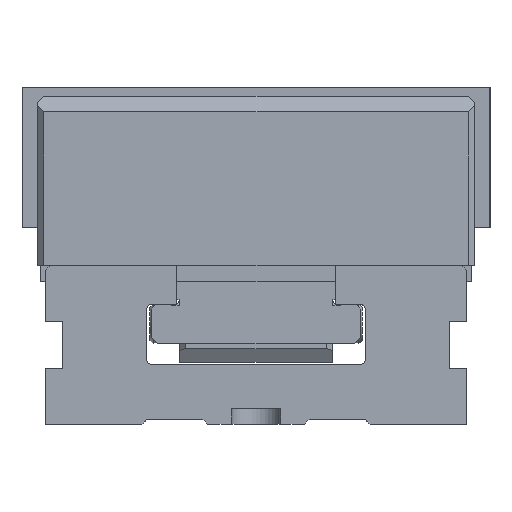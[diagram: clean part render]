
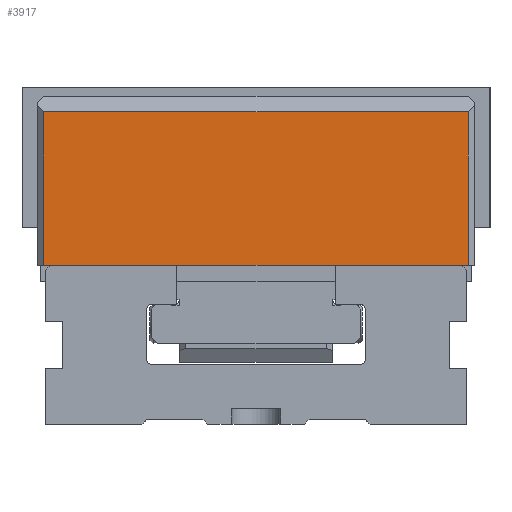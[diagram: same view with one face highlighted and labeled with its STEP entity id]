
A CAD part, left-side view. The second image highlights one B-rep face of the part: STEP entity #3917.
In plain terms, the highlighted planar face has unit normal (-1, 0, 0).
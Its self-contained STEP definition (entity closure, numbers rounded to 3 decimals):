
#3532=FACE_OUTER_BOUND('',#6431,.T.);
#3917=ADVANCED_FACE('',(#3532),#4237,.T.);
#4237=PLANE('',#10983);
#4708=LINE('',#14873,#5394);
#4719=LINE('',#14904,#5405);
#4720=LINE('',#14907,#5406);
#4721=LINE('',#14908,#5407);
#5394=VECTOR('',#12384,1.);
#5405=VECTOR('',#12407,1.);
#5406=VECTOR('',#12408,1.);
#5407=VECTOR('',#12409,1.);
#6431=EDGE_LOOP('',(#7687,#7688,#7689,#7690));
#7687=ORIENTED_EDGE('',*,*,#9893,.T.);
#7688=ORIENTED_EDGE('',*,*,#9894,.T.);
#7689=ORIENTED_EDGE('',*,*,#9878,.T.);
#7690=ORIENTED_EDGE('',*,*,#9895,.T.);
#9028=VERTEX_POINT('',#14874);
#9029=VERTEX_POINT('',#14875);
#9042=VERTEX_POINT('',#14905);
#9043=VERTEX_POINT('',#14906);
#9878=EDGE_CURVE('',#9028,#9029,#4708,.T.);
#9893=EDGE_CURVE('',#9042,#9043,#4719,.T.);
#9894=EDGE_CURVE('',#9043,#9028,#4720,.T.);
#9895=EDGE_CURVE('',#9029,#9042,#4721,.T.);
#10983=AXIS2_PLACEMENT_3D('',#14909,#12410,#12411);
#12384=DIRECTION('',(0.,-1.,0.));
#12407=DIRECTION('',(0.,1.,0.));
#12408=DIRECTION('',(0.,0.,-1.));
#12409=DIRECTION('',(0.,0.,1.));
#12410=DIRECTION('',(-1.,0.,0.));
#12411=DIRECTION('',(0.,0.,-1.));
#14873=CARTESIAN_POINT('',(-506.985,67.5,51.2));
#14874=CARTESIAN_POINT('',(-506.985,135.5,51.2));
#14875=CARTESIAN_POINT('',(-506.985,-0.5,51.2));
#14904=CARTESIAN_POINT('',(-506.985,67.5,100.4));
#14905=CARTESIAN_POINT('',(-506.985,-0.5,100.4));
#14906=CARTESIAN_POINT('',(-506.985,135.5,100.4));
#14907=CARTESIAN_POINT('',(-506.985,135.5,51.1));
#14908=CARTESIAN_POINT('',(-506.985,-0.5,51.1));
#14909=CARTESIAN_POINT('',(-506.985,67.5,51.1));
